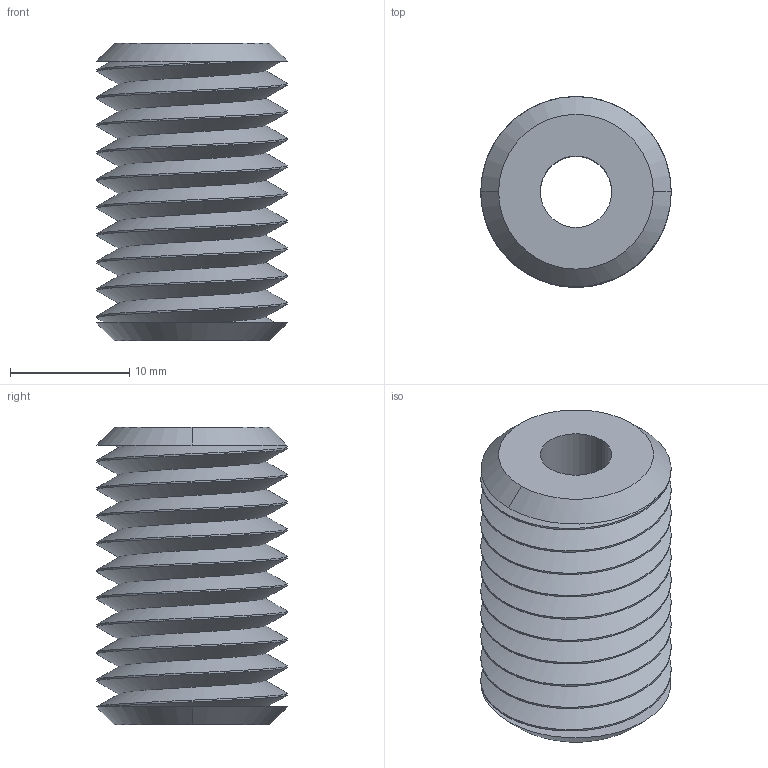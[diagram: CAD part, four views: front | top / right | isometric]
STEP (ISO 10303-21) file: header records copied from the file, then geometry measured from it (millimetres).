
FILE_DESCRIPTION (( 'STEP AP203' ), '1' );
FILE_NAME ('A33-26.STEP', '2018-04-03T11:31:51', ( 'User2' ), ( '' ), 'SwSTEP 2.0', 'SolidWorks 2007', '' );
FILE_SCHEMA (( 'CONFIG_CONTROL_DESIGN' ));
Length unit declared in the file: millimetre
Products named in the file (1): A33-26
Bounding box: 16 x 16 x 25 mm (x, y, z)
Volume: 3319.7 mm3; surface area: 2857.9 mm2
Topology: 1 solids, 1 shells, 32 faces, 86 edges, 56 vertices
Faces by surface type: cylinder 22, cone 4, plane 4, bspline 2
Entity records: 3456 total; most frequent: CARTESIAN_POINT 2655, ORIENTED_EDGE 172, DIRECTION 119, EDGE_CURVE 86, VERTEX_POINT 56, AXIS2_PLACEMENT_3D 47, B_SPLINE_CURVE_WITH_KNOTS 44, EDGE_LOOP 34
